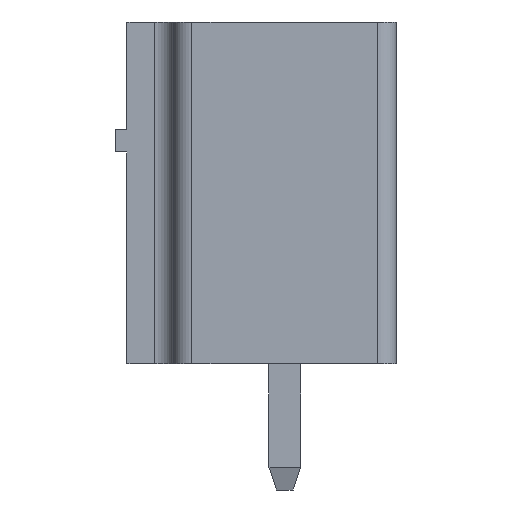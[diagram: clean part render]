
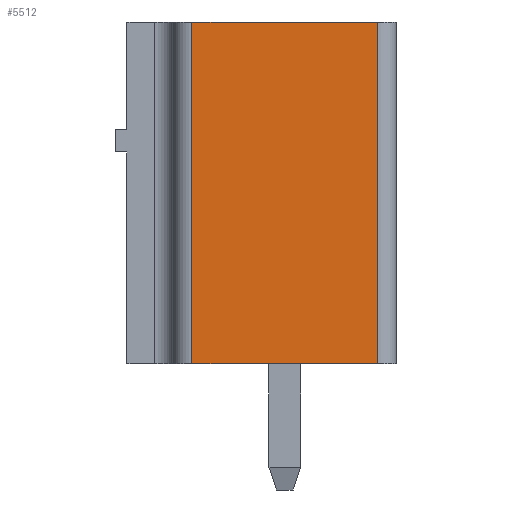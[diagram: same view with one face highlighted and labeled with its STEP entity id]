
A CAD part, left-side view. The second image highlights one B-rep face of the part: STEP entity #5512.
In plain terms, the highlighted planar face has unit normal (-1, 0, 0).
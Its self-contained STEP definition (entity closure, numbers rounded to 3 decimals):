
#44 = PLANE('',#45);
#45 = AXIS2_PLACEMENT_3D('',#46,#47,#48);
#46 = CARTESIAN_POINT('',(-7.1,-3.,0.));
#47 = DIRECTION('',(0.,0.,-1.));
#48 = DIRECTION('',(-1.,0.,0.));
#72 = CYLINDRICAL_SURFACE('',#73,0.5);
#73 = AXIS2_PLACEMENT_3D('',#74,#75,#76);
#74 = CARTESIAN_POINT('',(-6.6,-2.5,0.));
#75 = DIRECTION('',(0.,0.,1.));
#76 = DIRECTION('',(0.,-1.,0.));
#100 = PLANE('',#101);
#101 = AXIS2_PLACEMENT_3D('',#102,#103,#104);
#102 = CARTESIAN_POINT('',(-7.1,-3.,9.2));
#103 = DIRECTION('',(0.,0.,-1.));
#104 = DIRECTION('',(-1.,0.,0.));
#143 = VERTEX_POINT('',#144);
#144 = CARTESIAN_POINT('',(-7.1,-2.5,0.));
#166 = EDGE_CURVE('',#167,#143,#169,.T.);
#167 = VERTEX_POINT('',#168);
#168 = CARTESIAN_POINT('',(-7.1,2.5,0.));
#169 = SURFACE_CURVE('',#170,(#174,#181),.PCURVE_S1.);
#170 = LINE('',#171,#172);
#171 = CARTESIAN_POINT('',(-7.1,3.,0.));
#172 = VECTOR('',#173,1.);
#173 = DIRECTION('',(0.,-1.,0.));
#174 = PCURVE('',#44,#175);
#175 = DEFINITIONAL_REPRESENTATION('',(#176),#180);
#176 = LINE('',#177,#178);
#177 = CARTESIAN_POINT('',(0.,6.));
#178 = VECTOR('',#179,1.);
#179 = DIRECTION('',(0.,-1.));
#180 = ( GEOMETRIC_REPRESENTATION_CONTEXT(2)
PARAMETRIC_REPRESENTATION_CONTEXT() REPRESENTATION_CONTEXT('2D SPACE',''
) );
#181 = PCURVE('',#182,#187);
#182 = PLANE('',#183);
#183 = AXIS2_PLACEMENT_3D('',#184,#185,#186);
#184 = CARTESIAN_POINT('',(-7.1,3.,0.));
#185 = DIRECTION('',(1.,0.,0.));
#186 = DIRECTION('',(0.,-1.,0.));
#187 = DEFINITIONAL_REPRESENTATION('',(#188),#192);
#188 = LINE('',#189,#190);
#189 = CARTESIAN_POINT('',(0.,0.));
#190 = VECTOR('',#191,1.);
#191 = DIRECTION('',(1.,0.));
#192 = ( GEOMETRIC_REPRESENTATION_CONTEXT(2)
PARAMETRIC_REPRESENTATION_CONTEXT() REPRESENTATION_CONTEXT('2D SPACE',''
) );
#215 = CYLINDRICAL_SURFACE('',#216,0.5);
#216 = AXIS2_PLACEMENT_3D('',#217,#218,#219);
#217 = CARTESIAN_POINT('',(-6.6,2.5,0.));
#218 = DIRECTION('',(0.,0.,1.));
#219 = DIRECTION('',(0.,1.,0.));
#1470 = EDGE_CURVE('',#143,#1471,#1473,.T.);
#1471 = VERTEX_POINT('',#1472);
#1472 = CARTESIAN_POINT('',(-7.1,-2.5,9.2));
#1473 = SURFACE_CURVE('',#1474,(#1478,#1485),.PCURVE_S1.);
#1474 = LINE('',#1475,#1476);
#1475 = CARTESIAN_POINT('',(-7.1,-2.5,0.));
#1476 = VECTOR('',#1477,1.);
#1477 = DIRECTION('',(0.,0.,1.));
#1478 = PCURVE('',#72,#1479);
#1479 = DEFINITIONAL_REPRESENTATION('',(#1480),#1484);
#1480 = LINE('',#1481,#1482);
#1481 = CARTESIAN_POINT('',(-1.571,0.));
#1482 = VECTOR('',#1483,1.);
#1483 = DIRECTION('',(0.,1.));
#1484 = ( GEOMETRIC_REPRESENTATION_CONTEXT(2)
PARAMETRIC_REPRESENTATION_CONTEXT() REPRESENTATION_CONTEXT('2D SPACE',''
) );
#1485 = PCURVE('',#182,#1486);
#1486 = DEFINITIONAL_REPRESENTATION('',(#1487),#1491);
#1487 = LINE('',#1488,#1489);
#1488 = CARTESIAN_POINT('',(5.5,0.));
#1489 = VECTOR('',#1490,1.);
#1490 = DIRECTION('',(0.,-1.));
#1491 = ( GEOMETRIC_REPRESENTATION_CONTEXT(2)
PARAMETRIC_REPRESENTATION_CONTEXT() REPRESENTATION_CONTEXT('2D SPACE',''
) );
#1575 = EDGE_CURVE('',#1576,#1471,#1578,.T.);
#1576 = VERTEX_POINT('',#1577);
#1577 = CARTESIAN_POINT('',(-7.1,2.5,9.2));
#1578 = SURFACE_CURVE('',#1579,(#1583,#1590),.PCURVE_S1.);
#1579 = LINE('',#1580,#1581);
#1580 = CARTESIAN_POINT('',(-7.1,3.,9.2));
#1581 = VECTOR('',#1582,1.);
#1582 = DIRECTION('',(0.,-1.,0.));
#1583 = PCURVE('',#100,#1584);
#1584 = DEFINITIONAL_REPRESENTATION('',(#1585),#1589);
#1585 = LINE('',#1586,#1587);
#1586 = CARTESIAN_POINT('',(0.,6.));
#1587 = VECTOR('',#1588,1.);
#1588 = DIRECTION('',(0.,-1.));
#1589 = ( GEOMETRIC_REPRESENTATION_CONTEXT(2)
PARAMETRIC_REPRESENTATION_CONTEXT() REPRESENTATION_CONTEXT('2D SPACE',''
) );
#1590 = PCURVE('',#182,#1591);
#1591 = DEFINITIONAL_REPRESENTATION('',(#1592),#1596);
#1592 = LINE('',#1593,#1594);
#1593 = CARTESIAN_POINT('',(0.,-9.2));
#1594 = VECTOR('',#1595,1.);
#1595 = DIRECTION('',(1.,0.));
#1596 = ( GEOMETRIC_REPRESENTATION_CONTEXT(2)
PARAMETRIC_REPRESENTATION_CONTEXT() REPRESENTATION_CONTEXT('2D SPACE',''
) );
#5512 = ADVANCED_FACE('',(#5513),#182,.F.);
#5513 = FACE_BOUND('',#5514,.F.);
#5514 = EDGE_LOOP('',(#5515,#5516,#5537,#5538));
#5515 = ORIENTED_EDGE('',*,*,#166,.F.);
#5516 = ORIENTED_EDGE('',*,*,#5517,.T.);
#5517 = EDGE_CURVE('',#167,#1576,#5518,.T.);
#5518 = SURFACE_CURVE('',#5519,(#5523,#5530),.PCURVE_S1.);
#5519 = LINE('',#5520,#5521);
#5520 = CARTESIAN_POINT('',(-7.1,2.5,0.));
#5521 = VECTOR('',#5522,1.);
#5522 = DIRECTION('',(0.,0.,1.));
#5523 = PCURVE('',#182,#5524);
#5524 = DEFINITIONAL_REPRESENTATION('',(#5525),#5529);
#5525 = LINE('',#5526,#5527);
#5526 = CARTESIAN_POINT('',(0.5,0.));
#5527 = VECTOR('',#5528,1.);
#5528 = DIRECTION('',(0.,-1.));
#5529 = ( GEOMETRIC_REPRESENTATION_CONTEXT(2)
PARAMETRIC_REPRESENTATION_CONTEXT() REPRESENTATION_CONTEXT('2D SPACE',''
) );
#5530 = PCURVE('',#215,#5531);
#5531 = DEFINITIONAL_REPRESENTATION('',(#5532),#5536);
#5532 = LINE('',#5533,#5534);
#5533 = CARTESIAN_POINT('',(1.571,0.));
#5534 = VECTOR('',#5535,1.);
#5535 = DIRECTION('',(0.,1.));
#5536 = ( GEOMETRIC_REPRESENTATION_CONTEXT(2)
PARAMETRIC_REPRESENTATION_CONTEXT() REPRESENTATION_CONTEXT('2D SPACE',''
) );
#5537 = ORIENTED_EDGE('',*,*,#1575,.T.);
#5538 = ORIENTED_EDGE('',*,*,#1470,.F.);
